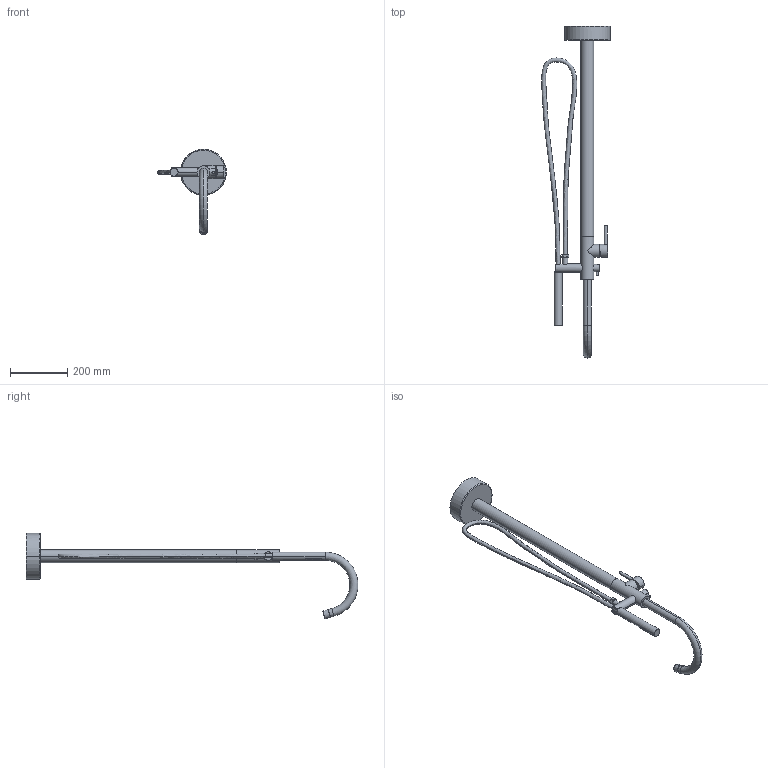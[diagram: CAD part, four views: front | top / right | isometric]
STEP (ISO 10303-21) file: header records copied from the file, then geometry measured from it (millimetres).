
FILE_DESCRIPTION((''),'2;1');
FILE_NAME('FF017_ASM','2023-05-19T',('Administrator'),(''),'PRO/ENGINEER BY PARAMETRIC TECHNOLOGY CORPORATION, 2015240','PRO/ENGINEER BY PARAMETRIC TECHNOLOGY CORPORATION, 2015240','');
FILE_SCHEMA(('CONFIG_CONTROL_DESIGN'));
Length unit declared in the file: millimetre
Products named in the file (7): MANIFOLD_SOLID_BREP_220; MANIFOLD_SOLID_BREP_3866; MANIFOLD_SOLID_BREP_3954; FF017_2_ASM; PRT0005; FF017_ASM_1_ASM; FF017_ASM
Assembly tree (6 placements, depth 4):
  FF017_ASM
    FF017_ASM_1_ASM
      FF017_2_ASM
        MANIFOLD_SOLID_BREP_220
        MANIFOLD_SOLID_BREP_3866
        MANIFOLD_SOLID_BREP_3954
      PRT0005
Bounding box: 239.85 x 1158.87 x 298.51 mm (x, y, z)
Volume: 3141426.7 mm3; surface area: 337736 mm2
Topology: 4 solids, 4 shells, 345 faces, 746 edges, 496 vertices
Faces by surface type: cylinder 235, plane 83, cone 15, torus 8, bspline 4
Entity records: 13726 total; most frequent: CARTESIAN_POINT 6369, ORIENTED_EDGE 1492, DIRECTION 1372, EDGE_CURVE 746, AXIS2_PLACEMENT_3D 561, VERTEX_POINT 496, EDGE_LOOP 432, FACE_OUTER_BOUND 345
